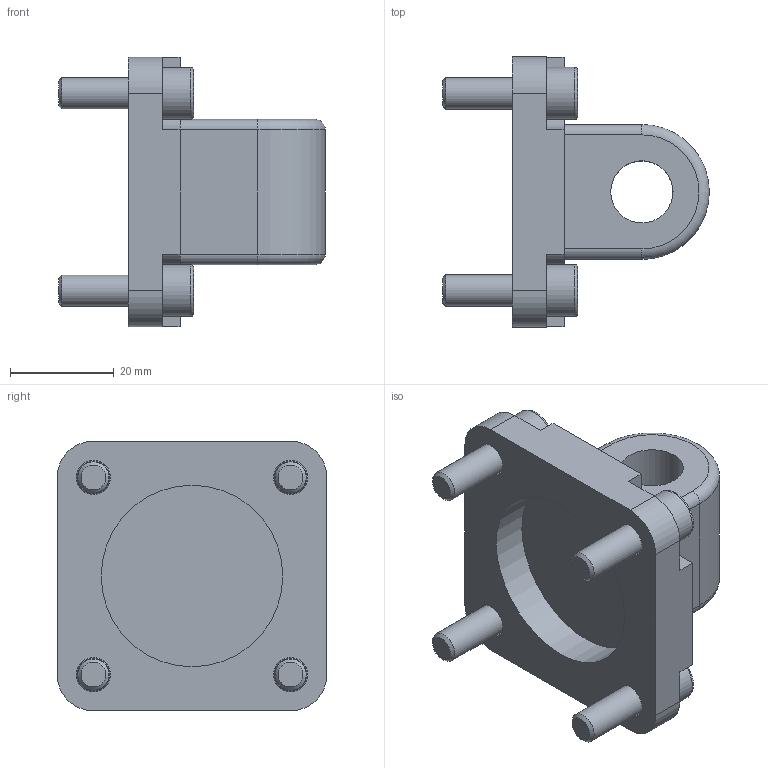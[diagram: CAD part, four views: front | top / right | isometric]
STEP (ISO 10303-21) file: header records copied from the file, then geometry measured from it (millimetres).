
FILE_DESCRIPTION(/* description */ ('Alibre Inc.'),/* implementation_level */ '2;1');
FILE_NAME(/* name */ 'export-16DBDC08-DD86-4B30-ABE2-0AC64D362953',/* time_stamp */ '2022-08-15T09:59:51+02:00',/* author */ (''),/* organization */ (''),/* preprocessor_version */ 'ST-DEVELOPER v17',/* originating_system */ 'Alibre',/* authorisation */ '');
FILE_SCHEMA (('AUTOMOTIVE_DESIGN'));
Length unit declared in the file: millimetre
Products named in the file (3): Cylinder head screw DIN 912 M6x20; W0950402004-11_; W0950402004-40
Bounding box: 51.4 x 52 x 52 mm (x, y, z)
Volume: 35499.6 mm3; surface area: 14626.5 mm2
Topology: 5 solids, 5 shells, 140 faces, 352 edges, 228 vertices
Faces by surface type: plane 83, cylinder 27, cone 16, torus 14
Full cylindrical faces by diameter (mm): 6 x4, 6.6 x4, 10 x4, 12 x1, 35 x1
Entity records: 2183 total; most frequent: CARTESIAN_POINT 389, ORIENTED_EDGE 366, DIRECTION 340, EDGE_CURVE 183, AXIS2_PLACEMENT_3D 142, VERTEX_POINT 123, VECTOR 99, LINE 99
